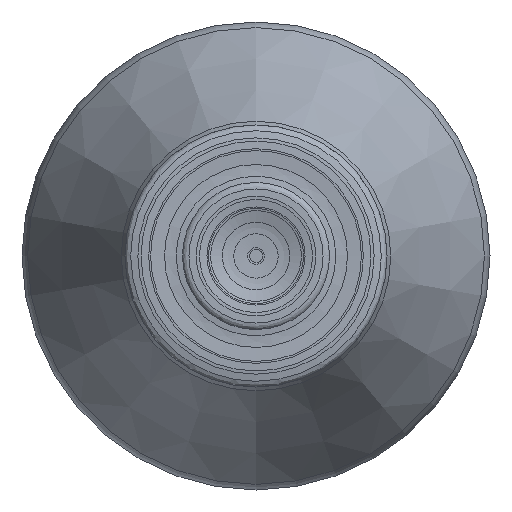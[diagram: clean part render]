
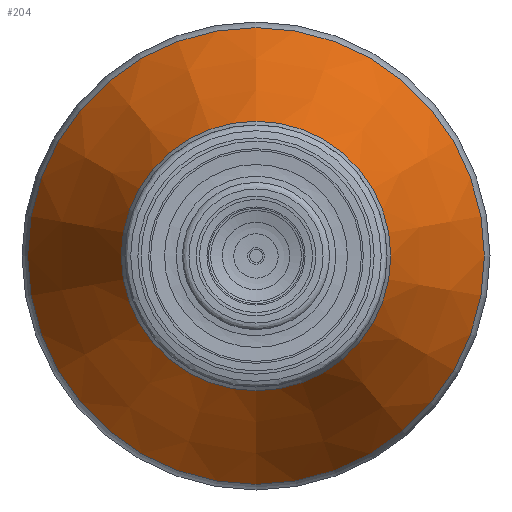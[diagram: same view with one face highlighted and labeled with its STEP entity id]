
A CAD part, left-side view. The second image highlights one B-rep face of the part: STEP entity #204.
In plain terms, the highlighted conical face has half-angle 25.796 degrees and reference radius 12.201 mm.
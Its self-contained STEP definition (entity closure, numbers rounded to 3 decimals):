
#182=CONICAL_SURFACE('',#820,12.201,25.796);
#204=ADVANCED_FACE('',(#286,#287),#182,.T.);
#286=FACE_BOUND('',#401,.T.);
#287=FACE_BOUND('',#402,.T.);
#401=EDGE_LOOP('',(#519));
#402=EDGE_LOOP('',(#520));
#519=ORIENTED_EDGE('',*,*,#682,.T.);
#520=ORIENTED_EDGE('',*,*,#681,.F.);
#622=VERTEX_POINT('',#1147);
#623=VERTEX_POINT('',#1150);
#681=EDGE_CURVE('',#622,#622,#740,.T.);
#682=EDGE_CURVE('',#623,#623,#741,.T.);
#740=CIRCLE('',#817,12.201);
#741=CIRCLE('',#819,7.198);
#817=AXIS2_PLACEMENT_3D('',#1146,#933,#934);
#819=AXIS2_PLACEMENT_3D('',#1149,#937,#938);
#820=AXIS2_PLACEMENT_3D('',#1151,#939,#940);
#933=DIRECTION('',(1.,0.,0.));
#934=DIRECTION('',(0.,0.,1.));
#937=DIRECTION('',(1.,0.,0.));
#938=DIRECTION('',(0.,0.,1.));
#939=DIRECTION('',(1.,0.,0.));
#940=DIRECTION('',(0.,0.,-1.));
#1146=CARTESIAN_POINT('',(44.381,0.,0.));
#1147=CARTESIAN_POINT('',(44.381,0.,12.201));
#1149=CARTESIAN_POINT('',(34.031,0.,0.));
#1150=CARTESIAN_POINT('',(34.031,0.,7.198));
#1151=CARTESIAN_POINT('',(44.381,0.,0.));
